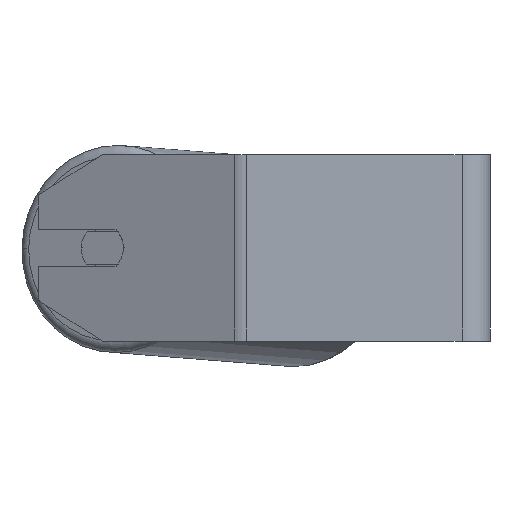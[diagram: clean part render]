
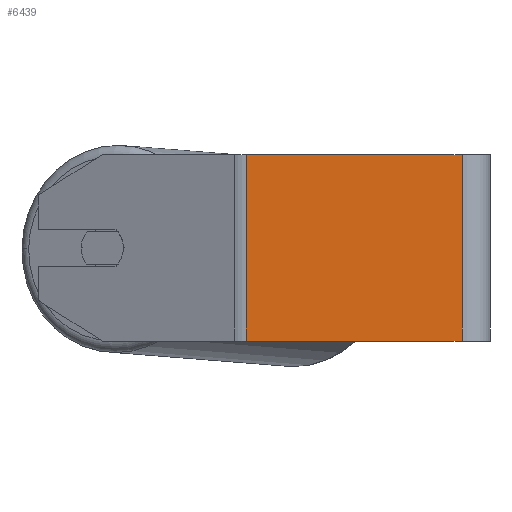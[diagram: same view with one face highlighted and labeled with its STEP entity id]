
A CAD part, left-side view. The second image highlights one B-rep face of the part: STEP entity #6439.
In plain terms, the highlighted planar face has unit normal (-1, 0, 0).
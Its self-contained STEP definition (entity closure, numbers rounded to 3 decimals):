
#318 = EDGE_CURVE ( 'NONE', #4327, #1407, #3881, .T. ) ;
#476 = EDGE_CURVE ( 'NONE', #1407, #1534, #3066, .T. ) ;
#688 = DIRECTION ( 'NONE',  ( 0., 0., -1. ) ) ;
#782 = VERTEX_POINT ( 'NONE', #1138 ) ;
#1138 = CARTESIAN_POINT ( 'NONE',  ( -230., 104.584, -40. ) ) ;
#1226 = CARTESIAN_POINT ( 'NONE',  ( -230., 104.584, 40. ) ) ;
#1371 = EDGE_LOOP ( 'NONE', ( #4658, #2402, #6699, #1482 ) ) ;
#1407 = VERTEX_POINT ( 'NONE', #4272 ) ;
#1482 = ORIENTED_EDGE ( 'NONE', *, *, #3008, .T. ) ;
#1534 = VERTEX_POINT ( 'NONE', #2835 ) ;
#1673 = LINE ( 'NONE', #2202, #5954 ) ;
#1748 = VECTOR ( 'NONE', #2231, 1000. ) ;
#1968 = VECTOR ( 'NONE', #5072, 1000. ) ;
#2202 = CARTESIAN_POINT ( 'NONE',  ( -230., 104.584, 40. ) ) ;
#2226 = CARTESIAN_POINT ( 'NONE',  ( -230., 107.244, 40. ) ) ;
#2231 = DIRECTION ( 'NONE',  ( 0., -1., 0. ) ) ;
#2402 = ORIENTED_EDGE ( 'NONE', *, *, #476, .F. ) ;
#2544 = CARTESIAN_POINT ( 'NONE',  ( -230., 12., 40. ) ) ;
#2758 = FACE_OUTER_BOUND ( 'NONE', #1371, .T. ) ;
#2835 = CARTESIAN_POINT ( 'NONE',  ( -230., 12., -40. ) ) ;
#3008 = EDGE_CURVE ( 'NONE', #4327, #782, #1673, .T. ) ;
#3066 = LINE ( 'NONE', #2544, #1968 ) ;
#3379 = CARTESIAN_POINT ( 'NONE',  ( -230., 107.244, 40. ) ) ;
#3587 = CARTESIAN_POINT ( 'NONE',  ( -230., 107.244, -40. ) ) ;
#3881 = LINE ( 'NONE', #3379, #1748 ) ;
#4272 = CARTESIAN_POINT ( 'NONE',  ( -230., 12., 40. ) ) ;
#4327 = VERTEX_POINT ( 'NONE', #1226 ) ;
#4658 = ORIENTED_EDGE ( 'NONE', *, *, #5322, .T. ) ;
#4821 = PLANE ( 'NONE',  #6524 ) ;
#4857 = DIRECTION ( 'NONE',  ( 0., 0., -1. ) ) ;
#5072 = DIRECTION ( 'NONE',  ( 0., 0., -1. ) ) ;
#5322 = EDGE_CURVE ( 'NONE', #782, #1534, #6875, .T. ) ;
#5732 = DIRECTION ( 'NONE',  ( 0., -1., 0. ) ) ;
#5954 = VECTOR ( 'NONE', #688, 1000. ) ;
#6439 = ADVANCED_FACE ( 'NONE', ( #2758 ), #4821, .F. ) ;
#6473 = DIRECTION ( 'NONE',  ( 1., 0., 0. ) ) ;
#6524 = AXIS2_PLACEMENT_3D ( 'NONE', #2226, #6473, #4857 ) ;
#6699 = ORIENTED_EDGE ( 'NONE', *, *, #318, .F. ) ;
#6861 = VECTOR ( 'NONE', #5732, 1000. ) ;
#6875 = LINE ( 'NONE', #3587, #6861 ) ;
